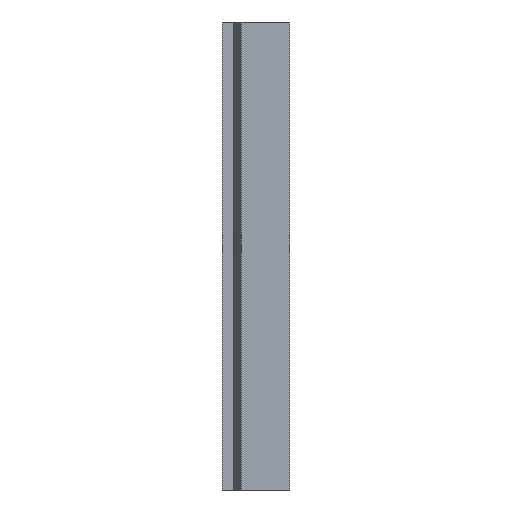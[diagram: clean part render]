
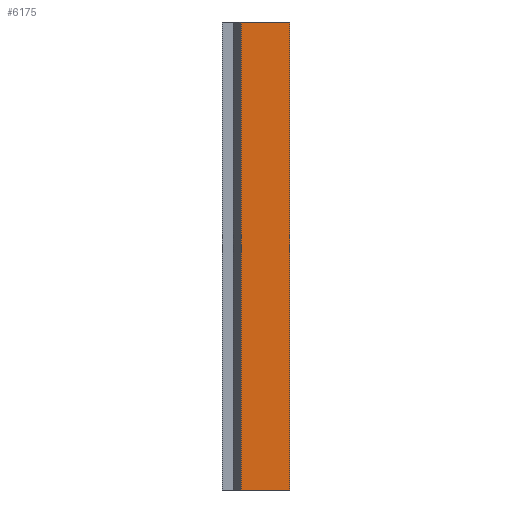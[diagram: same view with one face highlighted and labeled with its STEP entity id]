
A CAD part, left-side view. The second image highlights one B-rep face of the part: STEP entity #6175.
In plain terms, the highlighted planar face has unit normal (-1, 0, 0).
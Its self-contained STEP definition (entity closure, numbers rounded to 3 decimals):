
#124 = DIRECTION ( 'NONE',  ( 0., 1., 0. ) ) ;
#159 = EDGE_CURVE ( 'NONE', #7262, #1261, #1963, .T. ) ;
#293 = CARTESIAN_POINT ( 'NONE',  ( -37.5, 20.158, 194. ) ) ;
#434 = VECTOR ( 'NONE', #7730, 1000. ) ;
#981 = VECTOR ( 'NONE', #6385, 1000. ) ;
#1151 = EDGE_CURVE ( 'NONE', #2629, #7262, #5661, .T. ) ;
#1261 = VERTEX_POINT ( 'NONE', #7626 ) ;
#1432 = CARTESIAN_POINT ( 'NONE',  ( -37.5, 20.158, 0. ) ) ;
#1543 = EDGE_CURVE ( 'NONE', #1981, #1261, #1575, .T. ) ;
#1575 = LINE ( 'NONE', #4802, #2371 ) ;
#1797 = ORIENTED_EDGE ( 'NONE', *, *, #1543, .F. ) ;
#1904 = EDGE_CURVE ( 'NONE', #2629, #1981, #4500, .T. ) ;
#1963 = LINE ( 'NONE', #5000, #7014 ) ;
#1981 = VERTEX_POINT ( 'NONE', #2595 ) ;
#2132 = ORIENTED_EDGE ( 'NONE', *, *, #1904, .F. ) ;
#2371 = VECTOR ( 'NONE', #4202, 1000. ) ;
#2498 = DIRECTION ( 'NONE',  ( 0., -1., 0. ) ) ;
#2554 = ORIENTED_EDGE ( 'NONE', *, *, #1151, .T. ) ;
#2595 = CARTESIAN_POINT ( 'NONE',  ( -37.5, 0., 194. ) ) ;
#2629 = VERTEX_POINT ( 'NONE', #7589 ) ;
#3417 = ORIENTED_EDGE ( 'NONE', *, *, #159, .T. ) ;
#4202 = DIRECTION ( 'NONE',  ( 0., 0., -1. ) ) ;
#4399 = FACE_OUTER_BOUND ( 'NONE', #7922, .T. ) ;
#4500 = LINE ( 'NONE', #6507, #434 ) ;
#4802 = CARTESIAN_POINT ( 'NONE',  ( -37.5, 0., 194. ) ) ;
#5000 = CARTESIAN_POINT ( 'NONE',  ( -37.5, 20.158, 0. ) ) ;
#5661 = LINE ( 'NONE', #293, #981 ) ;
#5664 = AXIS2_PLACEMENT_3D ( 'NONE', #6861, #7543, #124 ) ;
#6175 = ADVANCED_FACE ( 'NONE', ( #4399 ), #6898, .F. ) ;
#6385 = DIRECTION ( 'NONE',  ( 0., 0., -1. ) ) ;
#6507 = CARTESIAN_POINT ( 'NONE',  ( -37.5, 20.158, 194. ) ) ;
#6861 = CARTESIAN_POINT ( 'NONE',  ( -37.5, 20.158, 194. ) ) ;
#6898 = PLANE ( 'NONE',  #5664 ) ;
#7014 = VECTOR ( 'NONE', #2498, 1000. ) ;
#7262 = VERTEX_POINT ( 'NONE', #1432 ) ;
#7543 = DIRECTION ( 'NONE',  ( 1., 0., 0. ) ) ;
#7589 = CARTESIAN_POINT ( 'NONE',  ( -37.5, 20.158, 194. ) ) ;
#7626 = CARTESIAN_POINT ( 'NONE',  ( -37.5, 0., 0. ) ) ;
#7730 = DIRECTION ( 'NONE',  ( 0., -1., 0. ) ) ;
#7922 = EDGE_LOOP ( 'NONE', ( #3417, #1797, #2132, #2554 ) ) ;
